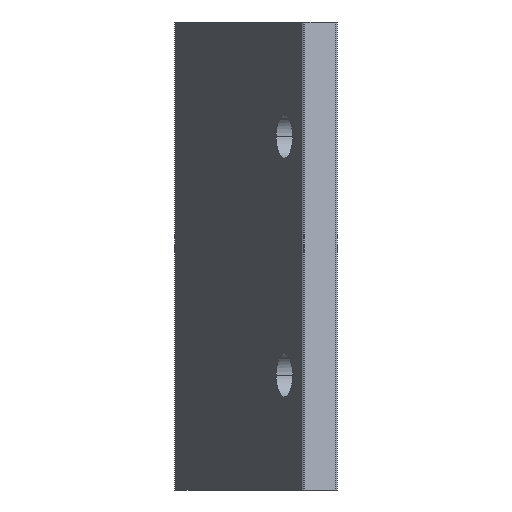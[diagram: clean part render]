
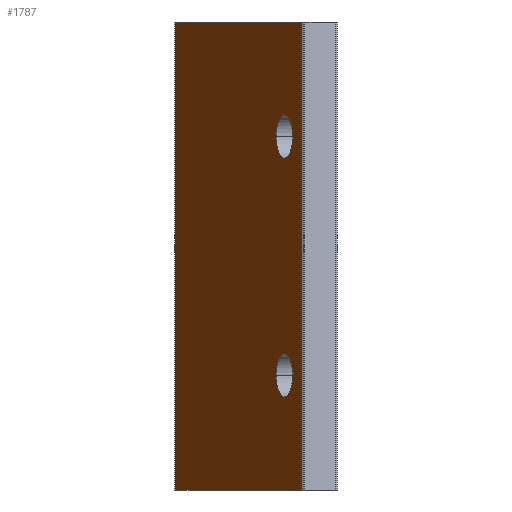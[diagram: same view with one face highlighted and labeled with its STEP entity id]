
A CAD part, left-side view. The second image highlights one B-rep face of the part: STEP entity #1787.
In plain terms, the highlighted planar face has unit normal (-0.383, 0.924, 0).
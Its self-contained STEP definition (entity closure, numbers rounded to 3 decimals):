
#84 = ORIENTED_EDGE ( 'NONE', *, *, #2913, .T. ) ;
#209 = DIRECTION ( 'NONE',  ( 0.924, 0.383, 0. ) ) ;
#473 = CARTESIAN_POINT ( 'NONE',  ( 10402.654, 2576.032, 30. ) ) ;
#512 = DIRECTION ( 'NONE',  ( 0.924, 0.383, 0. ) ) ;
#644 = DIRECTION ( 'NONE',  ( 0., 0., -1. ) ) ;
#925 = AXIS2_PLACEMENT_3D ( 'NONE', #473, #4844, #1112 ) ;
#1036 = CARTESIAN_POINT ( 'NONE',  ( 10393.878, 2572.397, 10. ) ) ;
#1112 = DIRECTION ( 'NONE',  ( 0.924, 0.383, 0. ) ) ;
#1154 = EDGE_CURVE ( 'NONE', #3030, #5619, #3215, .T. ) ;
#1164 = DIRECTION ( 'NONE',  ( -0.924, -0.383, 0. ) ) ;
#1441 = DIRECTION ( 'NONE',  ( 0.383, -0.924, 0. ) ) ;
#1574 = AXIS2_PLACEMENT_3D ( 'NONE', #7962, #4243, #512 ) ;
#1575 = AXIS2_PLACEMENT_3D ( 'NONE', #5180, #1441, #5785 ) ;
#1580 = VERTEX_POINT ( 'NONE', #1739 ) ;
#1693 = CARTESIAN_POINT ( 'NONE',  ( 10393.416, 2572.205, 54. ) ) ;
#1739 = CARTESIAN_POINT ( 'NONE',  ( 10406.812, 2577.754, 30. ) ) ;
#1763 = VECTOR ( 'NONE', #4187, 1000. ) ;
#1787 = ADVANCED_FACE ( 'NONE', ( #3893, #5755, #7402 ), #4019, .F. ) ;
#1852 = EDGE_CURVE ( 'NONE', #5220, #5619, #5182, .T. ) ;
#1876 = VERTEX_POINT ( 'NONE', #6604 ) ;
#1914 = CIRCLE ( 'NONE', #3476, 4.5 ) ;
#2048 = VECTOR ( 'NONE', #5339, 1000. ) ;
#2128 = ORIENTED_EDGE ( 'NONE', *, *, #4589, .T. ) ;
#2136 = ORIENTED_EDGE ( 'NONE', *, *, #7386, .T. ) ;
#2568 = DIRECTION ( 'NONE',  ( 0.383, -0.924, 0. ) ) ;
#2597 = VECTOR ( 'NONE', #1164, 1000. ) ;
#2817 = VECTOR ( 'NONE', #644, 1000. ) ;
#2913 = EDGE_CURVE ( 'NONE', #3702, #6948, #1914, .T. ) ;
#3025 = CIRCLE ( 'NONE', #1574, 4.5 ) ;
#3030 = VERTEX_POINT ( 'NONE', #6564 ) ;
#3215 = LINE ( 'NONE', #1693, #1763 ) ;
#3261 = CARTESIAN_POINT ( 'NONE',  ( 10398.497, 2574.31, -20. ) ) ;
#3318 = DIRECTION ( 'NONE',  ( 0.383, -0.924, 0. ) ) ;
#3331 = VERTEX_POINT ( 'NONE', #5292 ) ;
#3362 = EDGE_LOOP ( 'NONE', ( #5061, #7972, #4483, #4073 ) ) ;
#3476 = AXIS2_PLACEMENT_3D ( 'NONE', #6296, #2568, #6932 ) ;
#3591 = EDGE_CURVE ( 'NONE', #1876, #5220, #4262, .T. ) ;
#3702 = VERTEX_POINT ( 'NONE', #3261 ) ;
#3893 = FACE_BOUND ( 'NONE', #7014, .T. ) ;
#4019 = PLANE ( 'NONE',  #5997 ) ;
#4073 = ORIENTED_EDGE ( 'NONE', *, *, #3591, .T. ) ;
#4187 = DIRECTION ( 'NONE',  ( -0.924, -0.383, 0. ) ) ;
#4243 = DIRECTION ( 'NONE',  ( 0.383, -0.924, 0. ) ) ;
#4262 = LINE ( 'NONE', #4902, #2597 ) ;
#4483 = ORIENTED_EDGE ( 'NONE', *, *, #5990, .T. ) ;
#4492 = LINE ( 'NONE', #5596, #2817 ) ;
#4589 = EDGE_CURVE ( 'NONE', #6948, #3702, #3025, .T. ) ;
#4613 = CARTESIAN_POINT ( 'NONE',  ( 10393.878, 2572.397, 54. ) ) ;
#4844 = DIRECTION ( 'NONE',  ( 0.383, -0.924, 0. ) ) ;
#4902 = CARTESIAN_POINT ( 'NONE',  ( 10393.416, 2572.205, -44. ) ) ;
#4992 = CIRCLE ( 'NONE', #1575, 4.5 ) ;
#5038 = EDGE_LOOP ( 'NONE', ( #84, #2128 ) ) ;
#5052 = CARTESIAN_POINT ( 'NONE',  ( 10406.812, 2577.754, -20. ) ) ;
#5061 = ORIENTED_EDGE ( 'NONE', *, *, #1852, .T. ) ;
#5180 = CARTESIAN_POINT ( 'NONE',  ( 10402.654, 2576.032, 30. ) ) ;
#5182 = LINE ( 'NONE', #1036, #2048 ) ;
#5220 = VERTEX_POINT ( 'NONE', #7016 ) ;
#5241 = EDGE_CURVE ( 'NONE', #3331, #1580, #4992, .T. ) ;
#5285 = CARTESIAN_POINT ( 'NONE',  ( 10393.416, 2572.205, 10. ) ) ;
#5292 = CARTESIAN_POINT ( 'NONE',  ( 10398.497, 2574.31, 30. ) ) ;
#5339 = DIRECTION ( 'NONE',  ( 0., 0., 1. ) ) ;
#5596 = CARTESIAN_POINT ( 'NONE',  ( 10457.972, 2598.946, 10. ) ) ;
#5619 = VERTEX_POINT ( 'NONE', #4613 ) ;
#5755 = FACE_BOUND ( 'NONE', #5038, .T. ) ;
#5785 = DIRECTION ( 'NONE',  ( 0.924, 0.383, 0. ) ) ;
#5990 = EDGE_CURVE ( 'NONE', #3030, #1876, #4492, .T. ) ;
#5997 = AXIS2_PLACEMENT_3D ( 'NONE', #5285, #3318, #209 ) ;
#6296 = CARTESIAN_POINT ( 'NONE',  ( 10402.654, 2576.032, -20. ) ) ;
#6564 = CARTESIAN_POINT ( 'NONE',  ( 10457.972, 2598.946, 54. ) ) ;
#6604 = CARTESIAN_POINT ( 'NONE',  ( 10457.972, 2598.946, -44. ) ) ;
#6932 = DIRECTION ( 'NONE',  ( 0.924, 0.383, 0. ) ) ;
#6948 = VERTEX_POINT ( 'NONE', #5052 ) ;
#7014 = EDGE_LOOP ( 'NONE', ( #7493, #2136 ) ) ;
#7016 = CARTESIAN_POINT ( 'NONE',  ( 10393.878, 2572.397, -44. ) ) ;
#7295 = CIRCLE ( 'NONE', #925, 4.5 ) ;
#7386 = EDGE_CURVE ( 'NONE', #1580, #3331, #7295, .T. ) ;
#7402 = FACE_OUTER_BOUND ( 'NONE', #3362, .T. ) ;
#7493 = ORIENTED_EDGE ( 'NONE', *, *, #5241, .T. ) ;
#7962 = CARTESIAN_POINT ( 'NONE',  ( 10402.654, 2576.032, -20. ) ) ;
#7972 = ORIENTED_EDGE ( 'NONE', *, *, #1154, .F. ) ;
